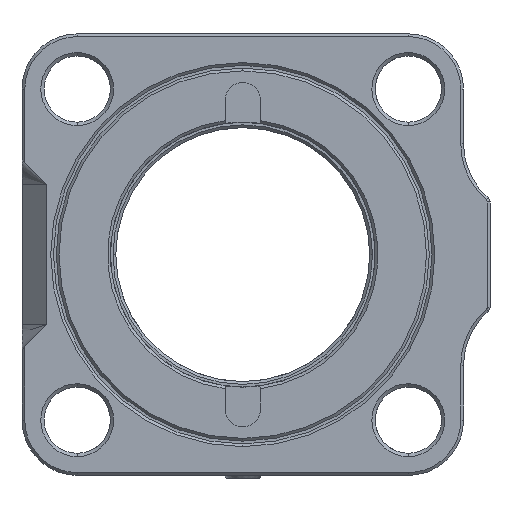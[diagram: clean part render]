
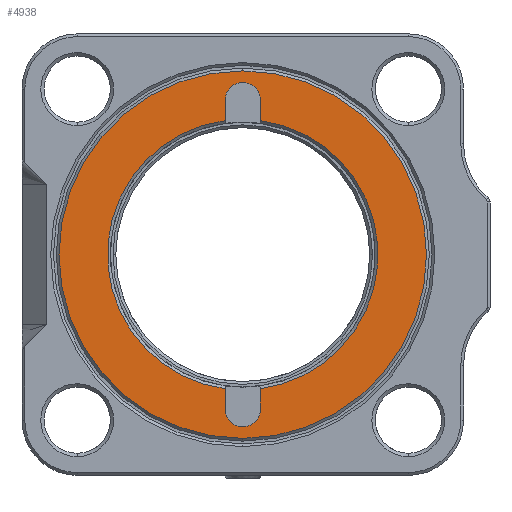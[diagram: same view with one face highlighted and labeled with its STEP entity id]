
A CAD part, left-side view. The second image highlights one B-rep face of the part: STEP entity #4938.
In plain terms, the highlighted planar face has unit normal (-1, 0, 0).
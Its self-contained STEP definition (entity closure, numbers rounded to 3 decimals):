
#239 = AXIS2_PLACEMENT_3D ( 'NONE', #11290, #1165, #4844 ) ;
#357 = CIRCLE ( 'NONE', #2439, 1.6 ) ;
#359 = CIRCLE ( 'NONE', #10573, 12.25 ) ;
#440 = DIRECTION ( 'NONE',  ( 0., 0., -1. ) ) ;
#665 = EDGE_CURVE ( 'NONE', #5081, #1296, #3583, .T. ) ;
#817 = DIRECTION ( 'NONE',  ( 0., 0., 1. ) ) ;
#874 = AXIS2_PLACEMENT_3D ( 'NONE', #5431, #11926, #2672 ) ;
#962 = LINE ( 'NONE', #7099, #4994 ) ;
#1164 = EDGE_CURVE ( 'NONE', #5168, #5320, #7332, .T. ) ;
#1165 = DIRECTION ( 'NONE',  ( -1., 0., 0. ) ) ;
#1296 = VERTEX_POINT ( 'NONE', #6502 ) ;
#1357 = ORIENTED_EDGE ( 'NONE', *, *, #1906, .T. ) ;
#1578 = ORIENTED_EDGE ( 'NONE', *, *, #11392, .T. ) ;
#1586 = CIRCLE ( 'NONE', #239, 16.65 ) ;
#1819 = LINE ( 'NONE', #10879, #2845 ) ;
#1903 = ORIENTED_EDGE ( 'NONE', *, *, #6992, .F. ) ;
#1906 = EDGE_CURVE ( 'NONE', #11314, #5425, #359, .T. ) ;
#2149 = ORIENTED_EDGE ( 'NONE', *, *, #1164, .F. ) ;
#2171 = VERTEX_POINT ( 'NONE', #5824 ) ;
#2375 = CARTESIAN_POINT ( 'NONE',  ( -4.046, 0., 14. ) ) ;
#2439 = AXIS2_PLACEMENT_3D ( 'NONE', #5224, #11736, #9908 ) ;
#2549 = CARTESIAN_POINT ( 'NONE',  ( -4.046, 0., 0. ) ) ;
#2672 = DIRECTION ( 'NONE',  ( 0., 0., -1. ) ) ;
#2845 = VECTOR ( 'NONE', #7175, 1000. ) ;
#2954 = ORIENTED_EDGE ( 'NONE', *, *, #11691, .F. ) ;
#2996 = CIRCLE ( 'NONE', #6950, 12.25 ) ;
#3033 = ORIENTED_EDGE ( 'NONE', *, *, #6177, .F. ) ;
#3083 = DIRECTION ( 'NONE',  ( 0., 0., 1. ) ) ;
#3154 = VERTEX_POINT ( 'NONE', #10233 ) ;
#3257 = CARTESIAN_POINT ( 'NONE',  ( -4.046, -1.6, -14. ) ) ;
#3273 = CARTESIAN_POINT ( 'NONE',  ( -4.046, -1.6, 12.145 ) ) ;
#3301 = DIRECTION ( 'NONE',  ( 0., 0., 1. ) ) ;
#3384 = AXIS2_PLACEMENT_3D ( 'NONE', #3559, #11928, #817 ) ;
#3417 = CARTESIAN_POINT ( 'NONE',  ( -4.046, 0., 16.65 ) ) ;
#3503 = DIRECTION ( 'NONE',  ( 0., 0., -1. ) ) ;
#3559 = CARTESIAN_POINT ( 'NONE',  ( -4.046, 0., 0. ) ) ;
#3562 = EDGE_LOOP ( 'NONE', ( #6645, #3785 ) ) ;
#3583 = LINE ( 'NONE', #3257, #7781 ) ;
#3785 = ORIENTED_EDGE ( 'NONE', *, *, #7862, .T. ) ;
#3827 = CARTESIAN_POINT ( 'NONE',  ( -4.046, 0., 0. ) ) ;
#4016 = CARTESIAN_POINT ( 'NONE',  ( -4.046, 0., 0. ) ) ;
#4078 = CARTESIAN_POINT ( 'NONE',  ( -4.046, 0., -15.6 ) ) ;
#4325 = DIRECTION ( 'NONE',  ( 0., 0., 1. ) ) ;
#4663 = VERTEX_POINT ( 'NONE', #3417 ) ;
#4844 = DIRECTION ( 'NONE',  ( 0., 0., 1. ) ) ;
#4938 = ADVANCED_FACE ( 'NONE', ( #8702, #8861 ), #9410, .F. ) ;
#4994 = VECTOR ( 'NONE', #3503, 1000. ) ;
#5081 = VERTEX_POINT ( 'NONE', #3273 ) ;
#5168 = VERTEX_POINT ( 'NONE', #4078 ) ;
#5224 = CARTESIAN_POINT ( 'NONE',  ( -4.046, 0., -14. ) ) ;
#5306 = CARTESIAN_POINT ( 'NONE',  ( -4.046, 1.6, 12.145 ) ) ;
#5314 = EDGE_CURVE ( 'NONE', #11314, #2171, #8409, .T. ) ;
#5320 = VERTEX_POINT ( 'NONE', #11850 ) ;
#5425 = VERTEX_POINT ( 'NONE', #5306 ) ;
#5431 = CARTESIAN_POINT ( 'NONE',  ( -4.046, 0., -14. ) ) ;
#5532 = CARTESIAN_POINT ( 'NONE',  ( -4.046, -1.6, -12.145 ) ) ;
#5824 = CARTESIAN_POINT ( 'NONE',  ( -4.046, 1.6, -14. ) ) ;
#5826 = EDGE_LOOP ( 'NONE', ( #6268, #1357, #3033, #9969, #10462, #1578, #2954, #2149, #1903 ) ) ;
#5892 = AXIS2_PLACEMENT_3D ( 'NONE', #4016, #7576, #3083 ) ;
#6123 = DIRECTION ( 'NONE',  ( -1., 0., 0. ) ) ;
#6177 = EDGE_CURVE ( 'NONE', #3154, #5425, #962, .T. ) ;
#6268 = ORIENTED_EDGE ( 'NONE', *, *, #5314, .F. ) ;
#6502 = CARTESIAN_POINT ( 'NONE',  ( -4.046, -1.6, 14. ) ) ;
#6509 = DIRECTION ( 'NONE',  ( 1., 0., 0. ) ) ;
#6645 = ORIENTED_EDGE ( 'NONE', *, *, #7721, .T. ) ;
#6723 = VERTEX_POINT ( 'NONE', #5532 ) ;
#6950 = AXIS2_PLACEMENT_3D ( 'NONE', #3827, #6509, #8516 ) ;
#6992 = EDGE_CURVE ( 'NONE', #2171, #5168, #357, .T. ) ;
#7073 = VERTEX_POINT ( 'NONE', #11777 ) ;
#7077 = DIRECTION ( 'NONE',  ( 1., 0., 0. ) ) ;
#7099 = CARTESIAN_POINT ( 'NONE',  ( -4.046, 1.6, -14. ) ) ;
#7175 = DIRECTION ( 'NONE',  ( 0., 0., 1. ) ) ;
#7199 = AXIS2_PLACEMENT_3D ( 'NONE', #2375, #6123, #9034 ) ;
#7332 = CIRCLE ( 'NONE', #874, 1.6 ) ;
#7576 = DIRECTION ( 'NONE',  ( 1., 0., 0. ) ) ;
#7721 = EDGE_CURVE ( 'NONE', #4663, #7073, #8431, .T. ) ;
#7781 = VECTOR ( 'NONE', #3301, 1000. ) ;
#7862 = EDGE_CURVE ( 'NONE', #7073, #4663, #1586, .T. ) ;
#8409 = LINE ( 'NONE', #10628, #10845 ) ;
#8431 = CIRCLE ( 'NONE', #3384, 16.65 ) ;
#8516 = DIRECTION ( 'NONE',  ( 0., 0., 1. ) ) ;
#8702 = FACE_OUTER_BOUND ( 'NONE', #3562, .T. ) ;
#8861 = FACE_BOUND ( 'NONE', #5826, .T. ) ;
#9034 = DIRECTION ( 'NONE',  ( 0., 0., -1. ) ) ;
#9206 = CARTESIAN_POINT ( 'NONE',  ( -4.046, 1.6, -12.145 ) ) ;
#9410 = PLANE ( 'NONE',  #5892 ) ;
#9690 = EDGE_CURVE ( 'NONE', #1296, #3154, #11090, .T. ) ;
#9908 = DIRECTION ( 'NONE',  ( 0., 0., -1. ) ) ;
#9969 = ORIENTED_EDGE ( 'NONE', *, *, #9690, .F. ) ;
#10233 = CARTESIAN_POINT ( 'NONE',  ( -4.046, 1.6, 14. ) ) ;
#10462 = ORIENTED_EDGE ( 'NONE', *, *, #665, .F. ) ;
#10573 = AXIS2_PLACEMENT_3D ( 'NONE', #2549, #7077, #4325 ) ;
#10628 = CARTESIAN_POINT ( 'NONE',  ( -4.046, 1.6, -14. ) ) ;
#10845 = VECTOR ( 'NONE', #440, 1000. ) ;
#10879 = CARTESIAN_POINT ( 'NONE',  ( -4.046, -1.6, -14. ) ) ;
#11090 = CIRCLE ( 'NONE', #7199, 1.6 ) ;
#11290 = CARTESIAN_POINT ( 'NONE',  ( -4.046, 0., 0. ) ) ;
#11314 = VERTEX_POINT ( 'NONE', #9206 ) ;
#11392 = EDGE_CURVE ( 'NONE', #5081, #6723, #2996, .T. ) ;
#11691 = EDGE_CURVE ( 'NONE', #5320, #6723, #1819, .T. ) ;
#11736 = DIRECTION ( 'NONE',  ( -1., 0., 0. ) ) ;
#11777 = CARTESIAN_POINT ( 'NONE',  ( -4.046, 0., -16.65 ) ) ;
#11850 = CARTESIAN_POINT ( 'NONE',  ( -4.046, -1.6, -14. ) ) ;
#11926 = DIRECTION ( 'NONE',  ( -1., 0., 0. ) ) ;
#11928 = DIRECTION ( 'NONE',  ( -1., 0., 0. ) ) ;
